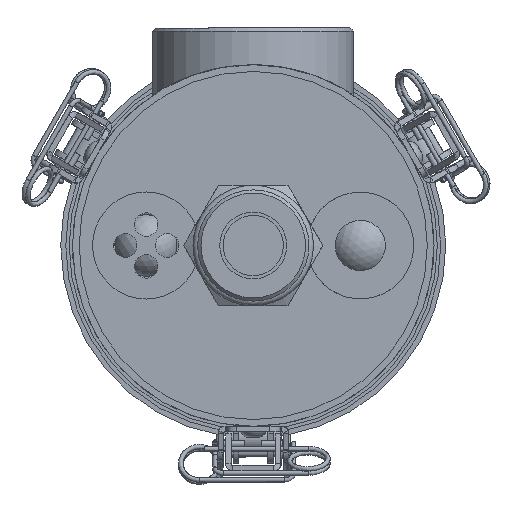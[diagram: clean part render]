
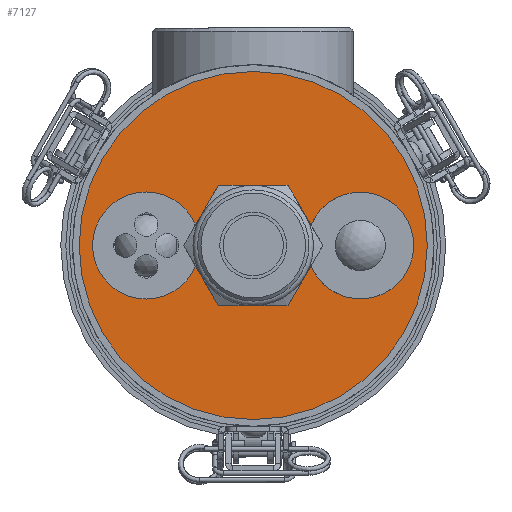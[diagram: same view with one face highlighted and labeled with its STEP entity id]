
A CAD part, front view. The second image highlights one B-rep face of the part: STEP entity #7127.
In plain terms, the highlighted planar face has unit normal (0, -1, 0).
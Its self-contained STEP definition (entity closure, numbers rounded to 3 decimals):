
#17 = EDGE_LOOP ( 'NONE', ( #30171 ) ) ;
#3109 = CIRCLE ( 'NONE', #66051, 15.9 ) ;
#4261 = CARTESIAN_POINT ( 'NONE',  ( 0., 5., 0. ) ) ;
#5365 = CARTESIAN_POINT ( 'NONE',  ( 0., 5., 52. ) ) ;
#6980 = AXIS2_PLACEMENT_3D ( 'NONE', #16031, #36769, #40513 ) ;
#7127 = ADVANCED_FACE ( 'NONE', ( #14530, #50516, #29125, #14835 ), #39334, .F. ) ;
#7255 = CARTESIAN_POINT ( 'NONE',  ( -32., 5., 15.9 ) ) ;
#9716 = EDGE_CURVE ( 'NONE', #63287, #63287, #12507, .T. ) ;
#12507 = CIRCLE ( 'NONE', #6980, 52. ) ;
#12753 = ORIENTED_EDGE ( 'NONE', *, *, #9716, .F. ) ;
#12848 = CIRCLE ( 'NONE', #50783, 15.9 ) ;
#14209 = CARTESIAN_POINT ( 'NONE',  ( 0., 5., 0. ) ) ;
#14530 = FACE_OUTER_BOUND ( 'NONE', #25040, .T. ) ;
#14835 = FACE_BOUND ( 'NONE', #17, .T. ) ;
#15027 = AXIS2_PLACEMENT_3D ( 'NONE', #4261, #60832, #60155 ) ;
#16031 = CARTESIAN_POINT ( 'NONE',  ( 0., 5., 0. ) ) ;
#16248 = ORIENTED_EDGE ( 'NONE', *, *, #64075, .T. ) ;
#17344 = EDGE_LOOP ( 'NONE', ( #42632 ) ) ;
#19294 = DIRECTION ( 'NONE',  ( 0., 0., 1. ) ) ;
#23348 = VERTEX_POINT ( 'NONE', #7255 ) ;
#25040 = EDGE_LOOP ( 'NONE', ( #12753 ) ) ;
#28051 = CARTESIAN_POINT ( 'NONE',  ( 0., 5., 12.06 ) ) ;
#28896 = CARTESIAN_POINT ( 'NONE',  ( -32., 5., 0. ) ) ;
#29125 = FACE_BOUND ( 'NONE', #63656, .T. ) ;
#30171 = ORIENTED_EDGE ( 'NONE', *, *, #63698, .T. ) ;
#33058 = AXIS2_PLACEMENT_3D ( 'NONE', #14209, #56668, #19294 ) ;
#34314 = DIRECTION ( 'NONE',  ( 0., 1., 0. ) ) ;
#36769 = DIRECTION ( 'NONE',  ( 0., 1., 0. ) ) ;
#39334 = PLANE ( 'NONE',  #15027 ) ;
#40513 = DIRECTION ( 'NONE',  ( 0., 0., 1. ) ) ;
#42244 = CARTESIAN_POINT ( 'NONE',  ( 32., 5., 0. ) ) ;
#42632 = ORIENTED_EDGE ( 'NONE', *, *, #64543, .T. ) ;
#42659 = CARTESIAN_POINT ( 'NONE',  ( 32., 5., 15.9 ) ) ;
#47034 = DIRECTION ( 'NONE',  ( 0., 1., 0. ) ) ;
#47704 = DIRECTION ( 'NONE',  ( 0., 0., 1. ) ) ;
#48932 = DIRECTION ( 'NONE',  ( 0., 0., 1. ) ) ;
#50516 = FACE_BOUND ( 'NONE', #17344, .T. ) ;
#50783 = AXIS2_PLACEMENT_3D ( 'NONE', #28896, #34314, #48932 ) ;
#53207 = VERTEX_POINT ( 'NONE', #28051 ) ;
#56668 = DIRECTION ( 'NONE',  ( 0., 1., 0. ) ) ;
#60155 = DIRECTION ( 'NONE',  ( 0., 0., 1. ) ) ;
#60832 = DIRECTION ( 'NONE',  ( 0., 1., 0. ) ) ;
#63287 = VERTEX_POINT ( 'NONE', #5365 ) ;
#63656 = EDGE_LOOP ( 'NONE', ( #16248 ) ) ;
#63698 = EDGE_CURVE ( 'NONE', #64533, #64533, #3109, .T. ) ;
#64075 = EDGE_CURVE ( 'NONE', #23348, #23348, #12848, .T. ) ;
#64533 = VERTEX_POINT ( 'NONE', #42659 ) ;
#64543 = EDGE_CURVE ( 'NONE', #53207, #53207, #65774, .T. ) ;
#65774 = CIRCLE ( 'NONE', #33058, 12.06 ) ;
#66051 = AXIS2_PLACEMENT_3D ( 'NONE', #42244, #47034, #47704 ) ;
